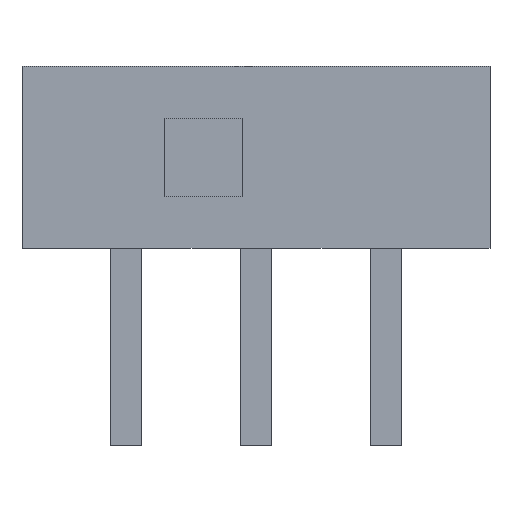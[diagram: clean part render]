
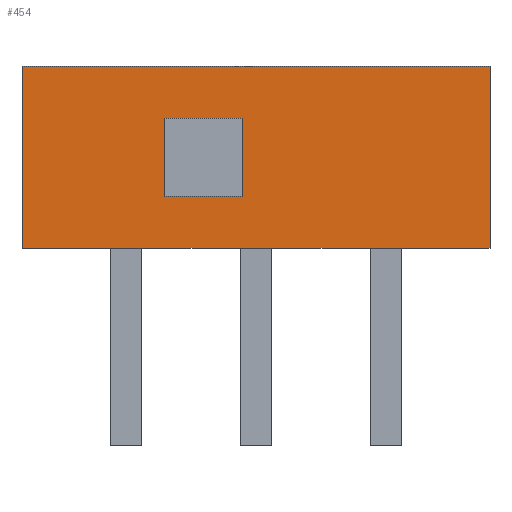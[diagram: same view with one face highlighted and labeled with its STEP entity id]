
A CAD part, front view. The second image highlights one B-rep face of the part: STEP entity #454.
In plain terms, the highlighted planar face has unit normal (0, -1, 0).
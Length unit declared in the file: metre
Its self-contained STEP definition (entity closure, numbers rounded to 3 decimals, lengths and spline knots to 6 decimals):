
#20=ORIENTED_EDGE('',*,*,#140,.F.);
#21=ORIENTED_EDGE('',*,*,#141,.T.);
#22=ORIENTED_EDGE('',*,*,#142,.T.);
#23=ORIENTED_EDGE('',*,*,#143,.F.);
#24=ORIENTED_EDGE('',*,*,#144,.F.);
#25=ORIENTED_EDGE('',*,*,#145,.T.);
#26=ORIENTED_EDGE('',*,*,#146,.T.);
#27=ORIENTED_EDGE('',*,*,#147,.F.);
#140=EDGE_CURVE('',#200,#201,#240,.T.);
#141=EDGE_CURVE('',#200,#202,#241,.T.);
#142=EDGE_CURVE('',#202,#203,#242,.T.);
#143=EDGE_CURVE('',#201,#203,#243,.T.);
#144=EDGE_CURVE('',#204,#205,#244,.T.);
#145=EDGE_CURVE('',#204,#206,#245,.T.);
#146=EDGE_CURVE('',#206,#207,#246,.T.);
#147=EDGE_CURVE('',#205,#207,#247,.T.);
#200=VERTEX_POINT('',#765);
#201=VERTEX_POINT('',#766);
#202=VERTEX_POINT('',#768);
#203=VERTEX_POINT('',#770);
#204=VERTEX_POINT('',#773);
#205=VERTEX_POINT('',#774);
#206=VERTEX_POINT('',#776);
#207=VERTEX_POINT('',#778);
#240=LINE('',#764,#300);
#241=LINE('',#767,#301);
#242=LINE('',#769,#302);
#243=LINE('',#771,#303);
#244=LINE('',#772,#304);
#245=LINE('',#775,#305);
#246=LINE('',#777,#306);
#247=LINE('',#779,#307);
#300=VECTOR('',#658,1.);
#301=VECTOR('',#659,1.);
#302=VECTOR('',#660,1.);
#303=VECTOR('',#661,1.);
#304=VECTOR('',#662,1.);
#305=VECTOR('',#663,1.);
#306=VECTOR('',#664,1.);
#307=VECTOR('',#665,1.);
#360=EDGE_LOOP('',(#20,#21,#22,#23));
#361=EDGE_LOOP('',(#24,#25,#26,#27));
#384=FACE_BOUND('',#360,.T.);
#385=FACE_BOUND('',#361,.T.);
#408=PLANE('',#631);
#454=ADVANCED_FACE('',(#384,#385),#408,.T.);
#631=AXIS2_PLACEMENT_3D('',#763,#656,#657);
#656=DIRECTION('',(0.,-1.,0.));
#657=DIRECTION('',(1.,0.,0.));
#658=DIRECTION('',(1.,0.,0.));
#659=DIRECTION('',(0.,0.,-1.));
#660=DIRECTION('',(1.,0.,0.));
#661=DIRECTION('',(0.,0.,-1.));
#662=DIRECTION('',(0.,0.,-1.));
#663=DIRECTION('',(1.,0.,0.));
#664=DIRECTION('',(0.,0.,-1.));
#665=DIRECTION('',(1.,0.,0.));
#763=CARTESIAN_POINT('',(0.,-0.00305,0.00175));
#764=CARTESIAN_POINT('',(0.,-0.00305,0.0035));
#765=CARTESIAN_POINT('',(-0.0045,-0.00305,0.0035));
#766=CARTESIAN_POINT('',(0.0045,-0.00305,0.0035));
#767=CARTESIAN_POINT('',(-0.0045,-0.00305,0.00175));
#768=CARTESIAN_POINT('',(-0.0045,-0.00305,0.));
#769=CARTESIAN_POINT('',(0.,-0.00305,0.));
#770=CARTESIAN_POINT('',(0.0045,-0.00305,0.));
#771=CARTESIAN_POINT('',(0.0045,-0.00305,0.00175));
#772=CARTESIAN_POINT('',(-0.00175,-0.00305,0.00175));
#773=CARTESIAN_POINT('',(-0.00175,-0.00305,0.0025));
#774=CARTESIAN_POINT('',(-0.00175,-0.00305,0.001));
#775=CARTESIAN_POINT('',(-0.001,-0.00305,0.0025));
#776=CARTESIAN_POINT('',(-0.00025,-0.00305,0.0025));
#777=CARTESIAN_POINT('',(-0.00025,-0.00305,0.00175));
#778=CARTESIAN_POINT('',(-0.00025,-0.00305,0.001));
#779=CARTESIAN_POINT('',(-0.001,-0.00305,0.001));
